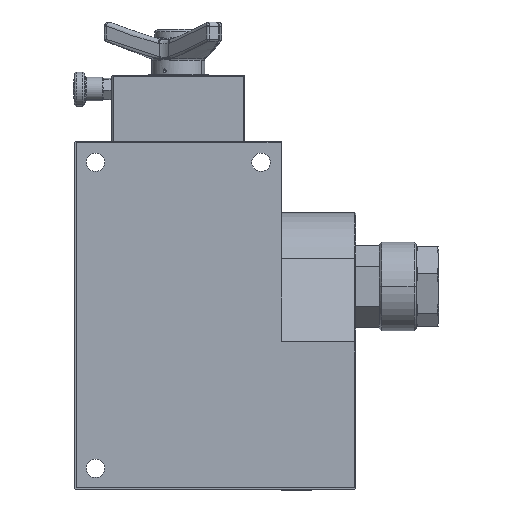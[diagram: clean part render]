
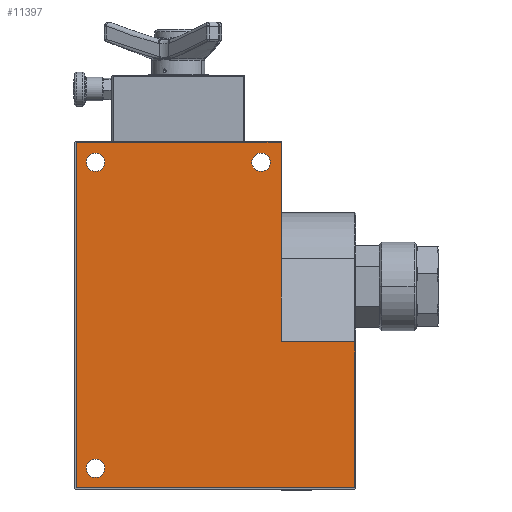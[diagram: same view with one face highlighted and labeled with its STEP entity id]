
A CAD part, front view. The second image highlights one B-rep face of the part: STEP entity #11397.
In plain terms, the highlighted planar face has unit normal (0, -1, 0).
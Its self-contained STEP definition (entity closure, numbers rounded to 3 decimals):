
#146 = EDGE_CURVE ( 'NONE', #20558, #33882, #5227, .T. ) ;
#230 = FACE_OUTER_BOUND ( 'NONE', #19791, .T. ) ;
#271 = CARTESIAN_POINT ( 'NONE',  ( -0.5, -140., 235. ) ) ;
#355 = CIRCLE ( 'NONE', #21249, 6.25 ) ;
#1676 = VERTEX_POINT ( 'NONE', #10653 ) ;
#1716 = CARTESIAN_POINT ( 'NONE',  ( -64., -140., 221. ) ) ;
#1861 = LINE ( 'NONE', #21157, #18301 ) ;
#2428 = ORIENTED_EDGE ( 'NONE', *, *, #12154, .T. ) ;
#2554 = DIRECTION ( 'NONE',  ( -1., 0., 0. ) ) ;
#2719 = LINE ( 'NONE', #271, #6378 ) ;
#3380 = DIRECTION ( 'NONE',  ( -0.358, 0., 0.934 ) ) ;
#3512 = DIRECTION ( 'NONE',  ( 0., 1., 0. ) ) ;
#3811 = AXIS2_PLACEMENT_3D ( 'NONE', #16481, #16661, #6222 ) ;
#4818 = CARTESIAN_POINT ( 'NONE',  ( -169.75, -140., 14. ) ) ;
#4825 = VERTEX_POINT ( 'NONE', #19121 ) ;
#4944 = ORIENTED_EDGE ( 'NONE', *, *, #9776, .T. ) ;
#5148 = LINE ( 'NONE', #21253, #28796 ) ;
#5227 = CIRCLE ( 'NONE', #29464, 6.25 ) ;
#5270 = EDGE_CURVE ( 'NONE', #4825, #13668, #20795, .T. ) ;
#5687 = FACE_BOUND ( 'NONE', #27618, .T. ) ;
#5749 = CARTESIAN_POINT ( 'NONE',  ( -182.25, -140., 14. ) ) ;
#5894 = LINE ( 'NONE', #16336, #24673 ) ;
#6222 = DIRECTION ( 'NONE',  ( -1., 0., 0. ) ) ;
#6378 = VECTOR ( 'NONE', #13527, 1000. ) ;
#6671 = CARTESIAN_POINT ( 'NONE',  ( -176., -140., 221. ) ) ;
#6851 = DIRECTION ( 'NONE',  ( -1., 0., 0. ) ) ;
#6986 = CARTESIAN_POINT ( 'NONE',  ( -189., -140., 245.105 ) ) ;
#7147 = AXIS2_PLACEMENT_3D ( 'NONE', #30616, #11019, #32911 ) ;
#7534 = EDGE_LOOP ( 'NONE', ( #26404, #2428 ) ) ;
#7980 = DIRECTION ( 'NONE',  ( -1., 0., 0. ) ) ;
#8426 = AXIS2_PLACEMENT_3D ( 'NONE', #31572, #18147, #13342 ) ;
#8758 = CARTESIAN_POINT ( 'NONE',  ( -169.75, -140., 221. ) ) ;
#8875 = EDGE_CURVE ( 'NONE', #11705, #17001, #2719, .T. ) ;
#9036 = CARTESIAN_POINT ( 'NONE',  ( -0.962, -140., 100. ) ) ;
#9542 = VERTEX_POINT ( 'NONE', #13006 ) ;
#9630 = EDGE_CURVE ( 'NONE', #1676, #13668, #13877, .T. ) ;
#9776 = EDGE_CURVE ( 'NONE', #27943, #11312, #16627, .T. ) ;
#10487 = DIRECTION ( 'NONE',  ( 0., 1., 0. ) ) ;
#10653 = CARTESIAN_POINT ( 'NONE',  ( -50.5, -140., 234.5 ) ) ;
#10984 = DIRECTION ( 'NONE',  ( 0., 0., 1. ) ) ;
#11017 = CARTESIAN_POINT ( 'NONE',  ( -182.25, -140., 221. ) ) ;
#11019 = DIRECTION ( 'NONE',  ( 0., 1., 0. ) ) ;
#11113 = ORIENTED_EDGE ( 'NONE', *, *, #8875, .T. ) ;
#11312 = VERTEX_POINT ( 'NONE', #4818 ) ;
#11367 = ORIENTED_EDGE ( 'NONE', *, *, #29287, .T. ) ;
#11397 = ADVANCED_FACE ( 'NONE', ( #32566, #24639, #5687, #230 ), #30250, .F. ) ;
#11447 = CARTESIAN_POINT ( 'NONE',  ( -0.5, -140., 1. ) ) ;
#11705 = VERTEX_POINT ( 'NONE', #11447 ) ;
#12154 = EDGE_CURVE ( 'NONE', #16573, #29456, #15092, .T. ) ;
#12477 = ORIENTED_EDGE ( 'NONE', *, *, #5270, .F. ) ;
#12607 = CARTESIAN_POINT ( 'NONE',  ( -176., -140., 14. ) ) ;
#13006 = CARTESIAN_POINT ( 'NONE',  ( -50.5, -140., 100. ) ) ;
#13342 = DIRECTION ( 'NONE',  ( -1., 0., 0. ) ) ;
#13527 = DIRECTION ( 'NONE',  ( 0., 0., 1. ) ) ;
#13668 = VERTEX_POINT ( 'NONE', #19359 ) ;
#13877 = LINE ( 'NONE', #24865, #23986 ) ;
#13937 = CARTESIAN_POINT ( 'NONE',  ( -70.25, -140., 221. ) ) ;
#14224 = DIRECTION ( 'NONE',  ( -1., 0., 0. ) ) ;
#14641 = VECTOR ( 'NONE', #34395, 1000. ) ;
#14940 = AXIS2_PLACEMENT_3D ( 'NONE', #12607, #28870, #7980 ) ;
#15092 = CIRCLE ( 'NONE', #7147, 6.25 ) ;
#15912 = ORIENTED_EDGE ( 'NONE', *, *, #33920, .T. ) ;
#16336 = CARTESIAN_POINT ( 'NONE',  ( -190., -140., 100. ) ) ;
#16481 = CARTESIAN_POINT ( 'NONE',  ( -190., -140., 235. ) ) ;
#16573 = VERTEX_POINT ( 'NONE', #29581 ) ;
#16627 = CIRCLE ( 'NONE', #14940, 6.25 ) ;
#16661 = DIRECTION ( 'NONE',  ( 0., 1., 0. ) ) ;
#17001 = VERTEX_POINT ( 'NONE', #33267 ) ;
#18005 = EDGE_CURVE ( 'NONE', #29456, #16573, #355, .T. ) ;
#18147 = DIRECTION ( 'NONE',  ( 0., 1., 0. ) ) ;
#18301 = VECTOR ( 'NONE', #2554, 1000. ) ;
#18458 = CARTESIAN_POINT ( 'NONE',  ( -176., -140., 14. ) ) ;
#19121 = CARTESIAN_POINT ( 'NONE',  ( -189., -140., 1. ) ) ;
#19359 = CARTESIAN_POINT ( 'NONE',  ( -189., -140., 234.5 ) ) ;
#19791 = EDGE_LOOP ( 'NONE', ( #24902, #12477, #27031, #11113, #11367, #34573, #25099 ) ) ;
#20175 = EDGE_CURVE ( 'NONE', #9542, #1676, #5148, .T. ) ;
#20558 = VERTEX_POINT ( 'NONE', #8758 ) ;
#20795 = LINE ( 'NONE', #6986, #14641 ) ;
#21157 = CARTESIAN_POINT ( 'NONE',  ( -195.564, -140., 1. ) ) ;
#21249 = AXIS2_PLACEMENT_3D ( 'NONE', #1716, #25961, #6851 ) ;
#21253 = CARTESIAN_POINT ( 'NONE',  ( -50.5, -140., 234.5 ) ) ;
#21816 = DIRECTION ( 'NONE',  ( -1., 0., 0. ) ) ;
#22313 = LINE ( 'NONE', #30232, #28040 ) ;
#22568 = CIRCLE ( 'NONE', #8426, 6.25 ) ;
#22622 = ORIENTED_EDGE ( 'NONE', *, *, #146, .T. ) ;
#23415 = CIRCLE ( 'NONE', #29588, 6.25 ) ;
#23473 = EDGE_CURVE ( 'NONE', #11705, #4825, #1861, .T. ) ;
#23986 = VECTOR ( 'NONE', #14224, 1000. ) ;
#24639 = FACE_BOUND ( 'NONE', #7534, .T. ) ;
#24673 = VECTOR ( 'NONE', #27111, 1000. ) ;
#24822 = EDGE_CURVE ( 'NONE', #29271, #9542, #5894, .T. ) ;
#24865 = CARTESIAN_POINT ( 'NONE',  ( -190., -140., 234.5 ) ) ;
#24902 = ORIENTED_EDGE ( 'NONE', *, *, #9630, .T. ) ;
#25099 = ORIENTED_EDGE ( 'NONE', *, *, #20175, .T. ) ;
#25961 = DIRECTION ( 'NONE',  ( 0., 1., 0. ) ) ;
#26404 = ORIENTED_EDGE ( 'NONE', *, *, #18005, .T. ) ;
#27031 = ORIENTED_EDGE ( 'NONE', *, *, #23473, .F. ) ;
#27111 = DIRECTION ( 'NONE',  ( -1., 0., 0. ) ) ;
#27377 = DIRECTION ( 'NONE',  ( -1., 0., 0. ) ) ;
#27618 = EDGE_LOOP ( 'NONE', ( #4944, #15912 ) ) ;
#27943 = VERTEX_POINT ( 'NONE', #5749 ) ;
#28040 = VECTOR ( 'NONE', #3380, 1000. ) ;
#28796 = VECTOR ( 'NONE', #10984, 1000. ) ;
#28870 = DIRECTION ( 'NONE',  ( 0., 1., 0. ) ) ;
#29271 = VERTEX_POINT ( 'NONE', #9036 ) ;
#29287 = EDGE_CURVE ( 'NONE', #17001, #29271, #22313, .T. ) ;
#29456 = VERTEX_POINT ( 'NONE', #13937 ) ;
#29464 = AXIS2_PLACEMENT_3D ( 'NONE', #6671, #3512, #27377 ) ;
#29581 = CARTESIAN_POINT ( 'NONE',  ( -57.75, -140., 221. ) ) ;
#29588 = AXIS2_PLACEMENT_3D ( 'NONE', #18458, #10487, #21816 ) ;
#30232 = CARTESIAN_POINT ( 'NONE',  ( -0.903, -140., 99.846 ) ) ;
#30250 = PLANE ( 'NONE',  #3811 ) ;
#30616 = CARTESIAN_POINT ( 'NONE',  ( -64., -140., 221. ) ) ;
#31173 = EDGE_LOOP ( 'NONE', ( #33712, #22622 ) ) ;
#31572 = CARTESIAN_POINT ( 'NONE',  ( -176., -140., 221. ) ) ;
#31722 = EDGE_CURVE ( 'NONE', #33882, #20558, #22568, .T. ) ;
#32566 = FACE_BOUND ( 'NONE', #31173, .T. ) ;
#32911 = DIRECTION ( 'NONE',  ( -1., 0., 0. ) ) ;
#33267 = CARTESIAN_POINT ( 'NONE',  ( -0.5, -140., 98.796 ) ) ;
#33712 = ORIENTED_EDGE ( 'NONE', *, *, #31722, .T. ) ;
#33882 = VERTEX_POINT ( 'NONE', #11017 ) ;
#33920 = EDGE_CURVE ( 'NONE', #11312, #27943, #23415, .T. ) ;
#34395 = DIRECTION ( 'NONE',  ( 0., 0., 1. ) ) ;
#34573 = ORIENTED_EDGE ( 'NONE', *, *, #24822, .T. ) ;
